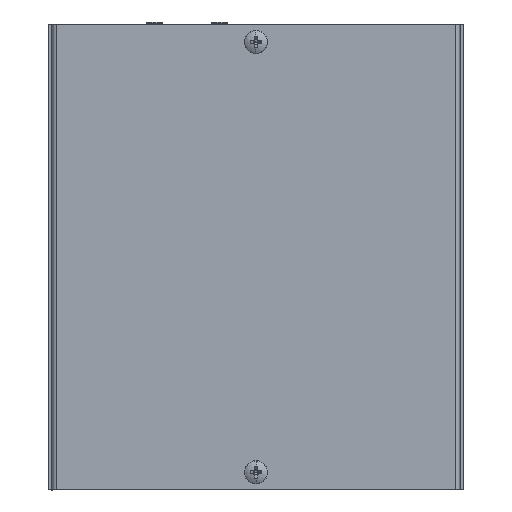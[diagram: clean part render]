
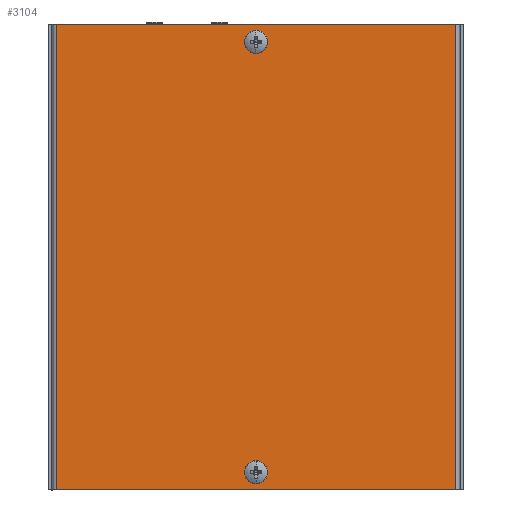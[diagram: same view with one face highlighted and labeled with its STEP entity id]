
A CAD part, top view. The second image highlights one B-rep face of the part: STEP entity #3104.
In plain terms, the highlighted planar face has unit normal (0, 0, 1).
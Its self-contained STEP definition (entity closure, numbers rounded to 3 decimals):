
#406 = DIRECTION ( 'NONE',  ( 0., 0., 1. ) ) ;
#505 = CARTESIAN_POINT ( 'NONE',  ( 0., 74., 0. ) ) ;
#1129 = CIRCLE ( 'NONE', #29037, 2.2 ) ;
#1210 = DIRECTION ( 'NONE',  ( 1., 0., 0. ) ) ;
#1238 = CIRCLE ( 'NONE', #20146, 2.2 ) ;
#1286 = LINE ( 'NONE', #48545, #15710 ) ;
#1633 = VERTEX_POINT ( 'NONE', #23972 ) ;
#2790 = CARTESIAN_POINT ( 'NONE',  ( -2.2, 74., 0. ) ) ;
#3104 = ADVANCED_FACE ( 'NONE', ( #11056, #29844, #41681 ), #26746, .T. ) ;
#3717 = EDGE_CURVE ( 'NONE', #42799, #25324, #21516, .T. ) ;
#3837 = DIRECTION ( 'NONE',  ( 1., 0., 0. ) ) ;
#5903 = AXIS2_PLACEMENT_3D ( 'NONE', #8111, #406, #23808 ) ;
#5909 = ORIENTED_EDGE ( 'NONE', *, *, #38665, .T. ) ;
#6155 = ORIENTED_EDGE ( 'NONE', *, *, #7269, .T. ) ;
#6461 = DIRECTION ( 'NONE',  ( 0., 0., 1. ) ) ;
#6584 = CARTESIAN_POINT ( 'NONE',  ( 2.2, 74., 0. ) ) ;
#6907 = DIRECTION ( 'NONE',  ( -1., 0., 0. ) ) ;
#7269 = EDGE_CURVE ( 'NONE', #1633, #18919, #8159, .T. ) ;
#7423 = DIRECTION ( 'NONE',  ( 0., 0., 1. ) ) ;
#8111 = CARTESIAN_POINT ( 'NONE',  ( 0., 74., 0. ) ) ;
#8159 = LINE ( 'NONE', #44143, #34375 ) ;
#10753 = AXIS2_PLACEMENT_3D ( 'NONE', #26242, #6461, #30339 ) ;
#11056 = FACE_BOUND ( 'NONE', #23439, .T. ) ;
#11519 = DIRECTION ( 'NONE',  ( 0., 0., 1. ) ) ;
#12108 = ORIENTED_EDGE ( 'NONE', *, *, #36697, .F. ) ;
#12269 = AXIS2_PLACEMENT_3D ( 'NONE', #17945, #33573, #1210 ) ;
#15710 = VECTOR ( 'NONE', #16707, 1000. ) ;
#16707 = DIRECTION ( 'NONE',  ( 0., 1., 0. ) ) ;
#16932 = CARTESIAN_POINT ( 'NONE',  ( -68.7, 80., 0. ) ) ;
#17945 = CARTESIAN_POINT ( 'NONE',  ( 0., -74., 0. ) ) ;
#18036 = ORIENTED_EDGE ( 'NONE', *, *, #3717, .F. ) ;
#18812 = CARTESIAN_POINT ( 'NONE',  ( 68.7, 80., 0. ) ) ;
#18919 = VERTEX_POINT ( 'NONE', #33055 ) ;
#20146 = AXIS2_PLACEMENT_3D ( 'NONE', #23640, #11519, #3837 ) ;
#20199 = VERTEX_POINT ( 'NONE', #16932 ) ;
#20608 = CARTESIAN_POINT ( 'NONE',  ( -68.7, 80., 0. ) ) ;
#21261 = EDGE_CURVE ( 'NONE', #20199, #1633, #40116, .T. ) ;
#21372 = DIRECTION ( 'NONE',  ( 0., -1., 0. ) ) ;
#21516 = CIRCLE ( 'NONE', #5903, 2.2 ) ;
#22230 = ORIENTED_EDGE ( 'NONE', *, *, #47003, .F. ) ;
#22628 = CARTESIAN_POINT ( 'NONE',  ( 70., 80., 0. ) ) ;
#22897 = EDGE_CURVE ( 'NONE', #24197, #28409, #45120, .T. ) ;
#23322 = VECTOR ( 'NONE', #21372, 1000. ) ;
#23439 = EDGE_LOOP ( 'NONE', ( #18036, #22230 ) ) ;
#23640 = CARTESIAN_POINT ( 'NONE',  ( 0., -74., 0. ) ) ;
#23808 = DIRECTION ( 'NONE',  ( 1., 0., 0. ) ) ;
#23972 = CARTESIAN_POINT ( 'NONE',  ( -68.7, -80., 0. ) ) ;
#24113 = DIRECTION ( 'NONE',  ( 1., 0., 0. ) ) ;
#24197 = VERTEX_POINT ( 'NONE', #25533 ) ;
#25324 = VERTEX_POINT ( 'NONE', #2790 ) ;
#25533 = CARTESIAN_POINT ( 'NONE',  ( -2.2, -74., 0. ) ) ;
#26242 = CARTESIAN_POINT ( 'NONE',  ( -70., 80., 0. ) ) ;
#26615 = ORIENTED_EDGE ( 'NONE', *, *, #21261, .T. ) ;
#26746 = PLANE ( 'NONE',  #10753 ) ;
#26929 = VECTOR ( 'NONE', #6907, 1000. ) ;
#27204 = DIRECTION ( 'NONE',  ( 1., 0., 0. ) ) ;
#28409 = VERTEX_POINT ( 'NONE', #30960 ) ;
#29037 = AXIS2_PLACEMENT_3D ( 'NONE', #505, #7423, #27204 ) ;
#29628 = EDGE_LOOP ( 'NONE', ( #47618, #26615, #6155, #5909 ) ) ;
#29844 = FACE_BOUND ( 'NONE', #43638, .T. ) ;
#30049 = LINE ( 'NONE', #22628, #26929 ) ;
#30339 = DIRECTION ( 'NONE',  ( 1., 0., 0. ) ) ;
#30960 = CARTESIAN_POINT ( 'NONE',  ( 2.2, -74., 0. ) ) ;
#33055 = CARTESIAN_POINT ( 'NONE',  ( 68.7, -80., 0. ) ) ;
#33573 = DIRECTION ( 'NONE',  ( 0., 0., 1. ) ) ;
#34375 = VECTOR ( 'NONE', #24113, 1000. ) ;
#36697 = EDGE_CURVE ( 'NONE', #28409, #24197, #1238, .T. ) ;
#38665 = EDGE_CURVE ( 'NONE', #18919, #40755, #1286, .T. ) ;
#40116 = LINE ( 'NONE', #20608, #23322 ) ;
#40755 = VERTEX_POINT ( 'NONE', #18812 ) ;
#41681 = FACE_OUTER_BOUND ( 'NONE', #29628, .T. ) ;
#42799 = VERTEX_POINT ( 'NONE', #6584 ) ;
#43408 = EDGE_CURVE ( 'NONE', #40755, #20199, #30049, .T. ) ;
#43638 = EDGE_LOOP ( 'NONE', ( #12108, #43728 ) ) ;
#43728 = ORIENTED_EDGE ( 'NONE', *, *, #22897, .F. ) ;
#44143 = CARTESIAN_POINT ( 'NONE',  ( 70., -80., 0. ) ) ;
#45120 = CIRCLE ( 'NONE', #12269, 2.2 ) ;
#47003 = EDGE_CURVE ( 'NONE', #25324, #42799, #1129, .T. ) ;
#47618 = ORIENTED_EDGE ( 'NONE', *, *, #43408, .T. ) ;
#48545 = CARTESIAN_POINT ( 'NONE',  ( 68.7, -80., 0. ) ) ;
